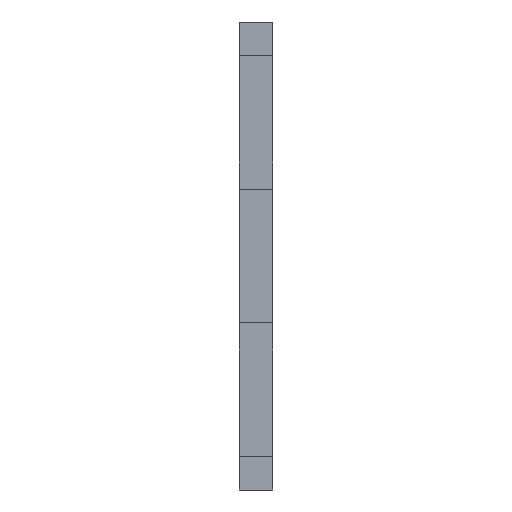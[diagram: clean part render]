
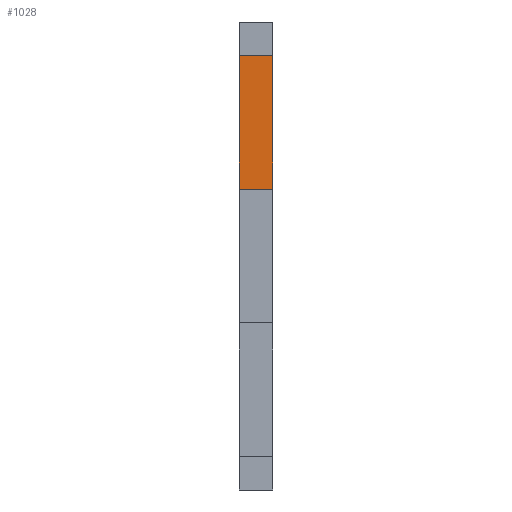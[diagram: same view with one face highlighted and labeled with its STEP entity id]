
A CAD part, left-side view. The second image highlights one B-rep face of the part: STEP entity #1028.
In plain terms, the highlighted planar face has unit normal (-1, 0, 0).
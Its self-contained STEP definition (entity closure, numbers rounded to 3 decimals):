
#26=PLANE('',#1094);
#78=FACE_OUTER_BOUND('',#130,.T.);
#130=EDGE_LOOP('',(#767,#768,#769,#770));
#202=LINE('',#1492,#340);
#203=LINE('',#1495,#341);
#204=LINE('',#1497,#342);
#205=LINE('',#1498,#343);
#340=VECTOR('',#1220,3.);
#341=VECTOR('',#1223,12.);
#342=VECTOR('',#1224,12.);
#343=VECTOR('',#1225,3.);
#485=VERTEX_POINT('',#1485);
#488=VERTEX_POINT('',#1490);
#489=VERTEX_POINT('',#1494);
#490=VERTEX_POINT('',#1496);
#602=EDGE_CURVE('',#485,#488,#202,.T.);
#603=EDGE_CURVE('',#489,#485,#203,.T.);
#604=EDGE_CURVE('',#490,#488,#204,.T.);
#605=EDGE_CURVE('',#489,#490,#205,.T.);
#767=ORIENTED_EDGE('',*,*,#603,.T.);
#768=ORIENTED_EDGE('',*,*,#602,.T.);
#769=ORIENTED_EDGE('',*,*,#604,.F.);
#770=ORIENTED_EDGE('',*,*,#605,.F.);
#1028=ADVANCED_FACE('',(#78),#26,.T.);
#1094=AXIS2_PLACEMENT_3D('',#1493,#1221,#1222);
#1220=DIRECTION('',(0.,1.,0.));
#1221=DIRECTION('center_axis',(-1.,0.,0.));
#1222=DIRECTION('ref_axis',(0.,0.,1.));
#1223=DIRECTION('',(0.,0.,1.));
#1224=DIRECTION('',(0.,0.,1.));
#1225=DIRECTION('',(0.,1.,0.));
#1485=CARTESIAN_POINT('',(-147.218,0.,0.));
#1490=CARTESIAN_POINT('',(-147.218,3.,0.));
#1492=CARTESIAN_POINT('',(-147.218,0.,0.));
#1493=CARTESIAN_POINT('Origin',(-147.218,0.,-12.));
#1494=CARTESIAN_POINT('',(-147.218,0.,-12.));
#1495=CARTESIAN_POINT('',(-147.218,0.,-12.));
#1496=CARTESIAN_POINT('',(-147.218,3.,-12.));
#1497=CARTESIAN_POINT('',(-147.218,3.,-12.));
#1498=CARTESIAN_POINT('',(-147.218,0.,-12.));
